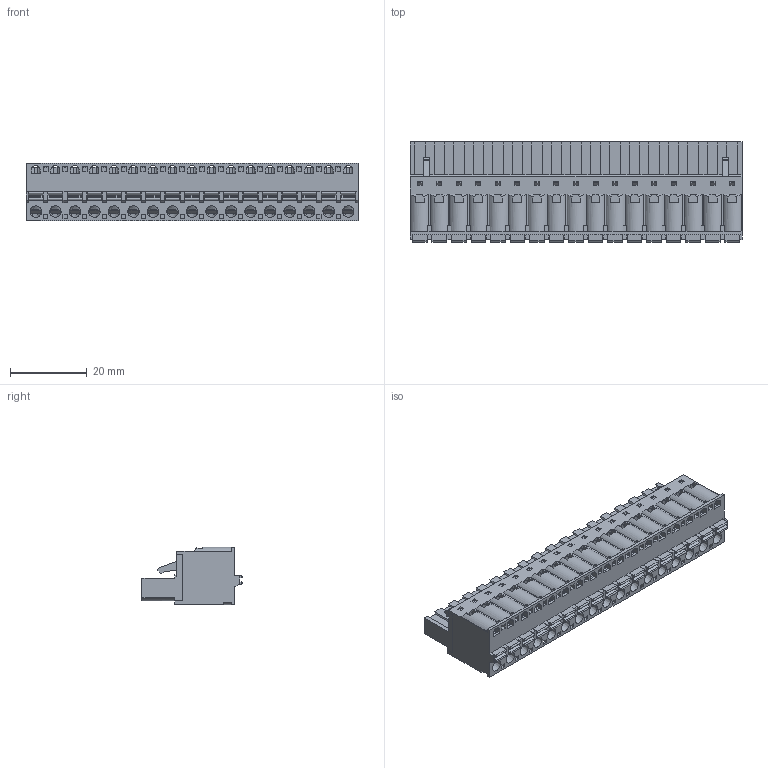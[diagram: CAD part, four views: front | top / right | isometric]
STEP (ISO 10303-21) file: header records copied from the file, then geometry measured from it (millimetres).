
FILE_DESCRIPTION(/* description */ ('Unknown'),/* implementation_level */ '2;1');
FILE_NAME(/* name */ '691353500017',/* time_stamp */ '2022-01-18T15:38:49+01:00',/* author */ ('Unknown'),/* organization */ ('Unknown'),/* preprocessor_version */ 'ST-DEVELOPER v16.7',/* originating_system */ 'Solid Edge',/* authorisation */ 'Unknown');
FILE_SCHEMA (('AUTOMOTIVE_DESIGN {1 0 10303 214 3 1 1}'));
Products named in the file (6): 6913535000xx; 691353500017; 691353500017_BAS; 6913535000xx_LANGUETTE; 6913535000xx_PIN; 6913535000xx_BOUTON
Assembly tree (53 placements, depth 2):
  6913535000xx
    691353500017
    691353500017_BAS
    6913535000xx_LANGUETTE  x17
    6913535000xx_PIN  x17
    6913535000xx_BOUTON  x17
Bounding box: 86.36 x 26.05 x 15 mm (x, y, z)
Volume: 13621 mm3; surface area: 33770.7 mm2
Topology: 53 solids, 53 shells, 4619 faces, 13192 edges, 8597 vertices
Faces by surface type: plane 3574, cylinder 977, bspline 51, cone 17
Full cylindrical faces by diameter (mm): 1.5 x17, 3 x17
Entity records: 78138 total; most frequent: CARTESIAN_POINT 15861, ORIENTED_EDGE 13380, DIRECTION 12089, EDGE_CURVE 6690, LINE 5851, VECTOR 5851, VERTEX_POINT 4403, AXIS2_PLACEMENT_3D 3119
